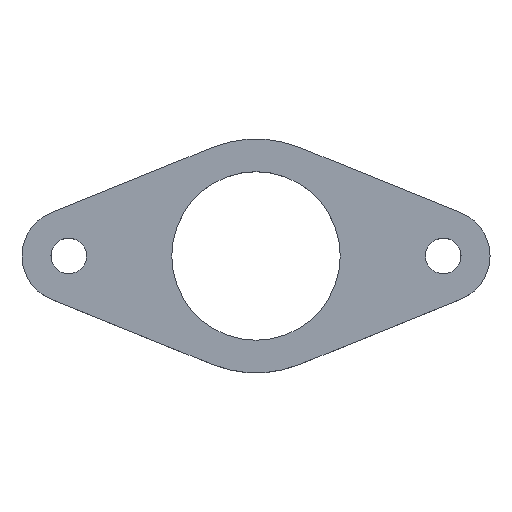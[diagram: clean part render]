
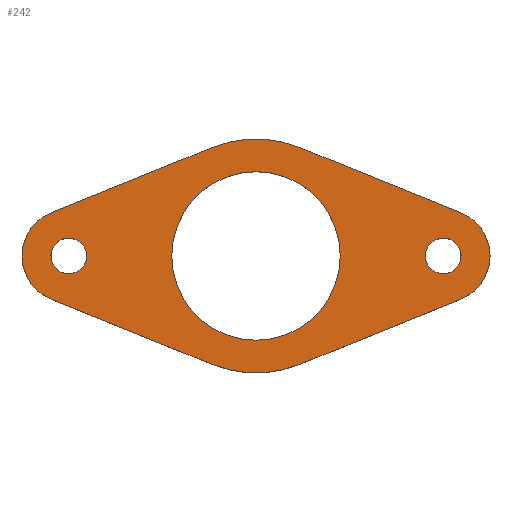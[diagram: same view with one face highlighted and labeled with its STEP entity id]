
A CAD part, top view. The second image highlights one B-rep face of the part: STEP entity #242.
In plain terms, the highlighted planar face has unit normal (0, 0, 1).
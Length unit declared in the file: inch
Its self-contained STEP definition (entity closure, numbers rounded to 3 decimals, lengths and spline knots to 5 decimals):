
#20=PLANE('',#277);
#24=LINE('',#379,#40);
#28=LINE('',#391,#44);
#32=LINE('',#403,#48);
#36=LINE('',#413,#52);
#40=VECTOR('',#309,0.3937);
#44=VECTOR('',#321,0.3937);
#48=VECTOR('',#333,0.3937);
#52=VECTOR('',#345,0.3937);
#59=FACE_BOUND('',#94,.T.);
#60=FACE_BOUND('',#95,.T.);
#61=FACE_BOUND('',#96,.T.);
#74=FACE_OUTER_BOUND('',#93,.T.);
#93=EDGE_LOOP('',(#212,#213,#214,#215,#216,#217,#218,#219));
#94=EDGE_LOOP('',(#220));
#95=EDGE_LOOP('',(#221));
#96=EDGE_LOOP('',(#222));
#97=CIRCLE('',#252,0.35433);
#99=CIRCLE('',#255,0.075);
#101=CIRCLE('',#258,0.075);
#104=CIRCLE('',#262,0.49213);
#106=CIRCLE('',#266,0.19685);
#108=CIRCLE('',#270,0.49213);
#110=CIRCLE('',#274,0.19685);
#111=VERTEX_POINT('',#352);
#113=VERTEX_POINT('',#357);
#115=VERTEX_POINT('',#362);
#119=VERTEX_POINT('',#370);
#120=VERTEX_POINT('',#372);
#122=VERTEX_POINT('',#378);
#124=VERTEX_POINT('',#384);
#126=VERTEX_POINT('',#390);
#128=VERTEX_POINT('',#396);
#130=VERTEX_POINT('',#402);
#132=VERTEX_POINT('',#408);
#133=EDGE_CURVE('',#111,#111,#97,.T.);
#135=EDGE_CURVE('',#113,#113,#99,.T.);
#137=EDGE_CURVE('',#115,#115,#101,.T.);
#141=EDGE_CURVE('',#120,#119,#104,.T.);
#144=EDGE_CURVE('',#122,#120,#24,.T.);
#147=EDGE_CURVE('',#124,#122,#106,.T.);
#150=EDGE_CURVE('',#126,#124,#28,.T.);
#153=EDGE_CURVE('',#128,#126,#108,.T.);
#156=EDGE_CURVE('',#130,#128,#32,.T.);
#159=EDGE_CURVE('',#132,#130,#110,.T.);
#162=EDGE_CURVE('',#119,#132,#36,.T.);
#212=ORIENTED_EDGE('',*,*,#162,.T.);
#213=ORIENTED_EDGE('',*,*,#159,.T.);
#214=ORIENTED_EDGE('',*,*,#156,.T.);
#215=ORIENTED_EDGE('',*,*,#153,.T.);
#216=ORIENTED_EDGE('',*,*,#150,.T.);
#217=ORIENTED_EDGE('',*,*,#147,.T.);
#218=ORIENTED_EDGE('',*,*,#144,.T.);
#219=ORIENTED_EDGE('',*,*,#141,.T.);
#220=ORIENTED_EDGE('',*,*,#133,.T.);
#221=ORIENTED_EDGE('',*,*,#135,.T.);
#222=ORIENTED_EDGE('',*,*,#137,.T.);
#242=ADVANCED_FACE('',(#74,#59,#60,#61),#20,.T.);
#252=AXIS2_PLACEMENT_3D('',#353,#282,#283);
#255=AXIS2_PLACEMENT_3D('',#358,#288,#289);
#258=AXIS2_PLACEMENT_3D('',#363,#294,#295);
#262=AXIS2_PLACEMENT_3D('',#373,#303,#304);
#266=AXIS2_PLACEMENT_3D('',#385,#315,#316);
#270=AXIS2_PLACEMENT_3D('',#397,#327,#328);
#274=AXIS2_PLACEMENT_3D('',#409,#339,#340);
#277=AXIS2_PLACEMENT_3D('',#415,#348,#349);
#282=DIRECTION('center_axis',(0.,0.,-1.));
#283=DIRECTION('ref_axis',(-1.,0.,0.));
#288=DIRECTION('center_axis',(0.,0.,-1.));
#289=DIRECTION('ref_axis',(-1.,0.,0.));
#294=DIRECTION('center_axis',(0.,0.,-1.));
#295=DIRECTION('ref_axis',(-1.,0.,0.));
#303=DIRECTION('center_axis',(0.,0.,1.));
#304=DIRECTION('ref_axis',(-0.375,-0.927,0.));
#309=DIRECTION('',(-0.927,0.375,0.));
#315=DIRECTION('center_axis',(0.,0.,1.));
#316=DIRECTION('ref_axis',(-0.375,0.927,0.));
#321=DIRECTION('',(0.927,0.375,0.));
#327=DIRECTION('center_axis',(0.,0.,1.));
#328=DIRECTION('ref_axis',(0.375,0.927,0.));
#333=DIRECTION('',(0.927,-0.375,0.));
#339=DIRECTION('center_axis',(0.,0.,1.));
#340=DIRECTION('ref_axis',(0.375,-0.927,0.));
#345=DIRECTION('',(-0.927,-0.375,0.));
#348=DIRECTION('center_axis',(0.,0.,1.));
#349=DIRECTION('ref_axis',(1.,0.,0.));
#352=CARTESIAN_POINT('',(0.85433,1.65354,0.2));
#353=CARTESIAN_POINT('Origin',(0.5,1.65354,0.2));
#357=CARTESIAN_POINT('',(1.3624,1.65354,0.2));
#358=CARTESIAN_POINT('Origin',(1.2874,1.65354,0.2));
#362=CARTESIAN_POINT('',(-0.2124,1.65354,0.2));
#363=CARTESIAN_POINT('Origin',(-0.2874,1.65354,0.2));
#370=CARTESIAN_POINT('',(0.31545,2.10976,0.2));
#372=CARTESIAN_POINT('',(0.68455,2.10976,0.2));
#373=CARTESIAN_POINT('Origin',(0.5,1.65354,0.2));
#378=CARTESIAN_POINT('',(1.36122,1.83603,0.2));
#379=CARTESIAN_POINT('',(0.68455,2.10976,0.2));
#384=CARTESIAN_POINT('',(1.36122,1.47106,0.2));
#385=CARTESIAN_POINT('Origin',(1.2874,1.65354,0.2));
#390=CARTESIAN_POINT('',(0.68455,1.19733,0.2));
#391=CARTESIAN_POINT('',(1.36122,1.47106,0.2));
#396=CARTESIAN_POINT('',(0.31545,1.19733,0.2));
#397=CARTESIAN_POINT('Origin',(0.5,1.65354,0.2));
#402=CARTESIAN_POINT('',(-0.36122,1.47106,0.2));
#403=CARTESIAN_POINT('',(0.31545,1.19733,0.2));
#408=CARTESIAN_POINT('',(-0.36122,1.83603,0.2));
#409=CARTESIAN_POINT('Origin',(-0.2874,1.65354,0.2));
#413=CARTESIAN_POINT('',(-0.36122,1.83603,0.2));
#415=CARTESIAN_POINT('Origin',(0.5,1.65354,0.2));
